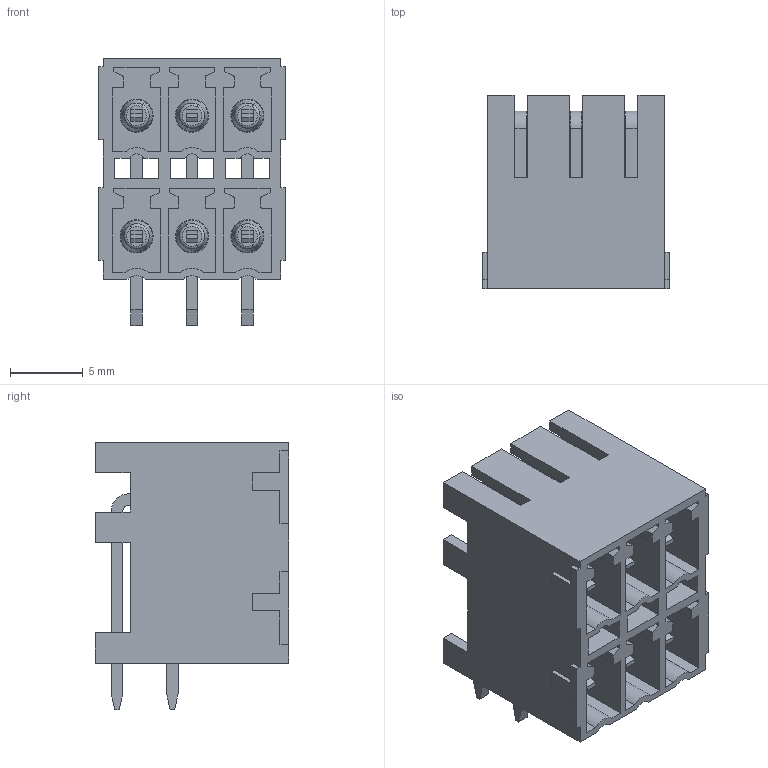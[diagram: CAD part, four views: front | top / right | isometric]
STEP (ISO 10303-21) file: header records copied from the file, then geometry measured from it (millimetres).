
FILE_DESCRIPTION(('CATIA V5 STEP Exchange','CAx-IF Rec.Pracs.--- Model Styling and Organization---1.2---2011-12-15'),'2;1');
FILE_NAME ('D1447459_0_1038960000_1038960000.stp','2018-10-05T04:34:31+00:00',('none'),('Weidmueller'),'CATIA Version 5-6 Release 2014','CATIA V5 STEP AP214','none');
FILE_SCHEMA(('AUTOMOTIVE_DESIGN { 1 0 10303 214 1 1 1 1 }'));
Length unit declared in the file: millimetre
Products named in the file (1): 1038960000
Bounding box: 12.82 x 13.3 x 18.4 mm (x, y, z)
Volume: 977.8 mm3; surface area: 2999.8 mm2
Topology: 7 solids, 7 shells, 451 faces, 1260 edges, 832 vertices
Faces by surface type: plane 370, cylinder 45, torus 24, cone 12
Entity records: 12941 total; most frequent: ORIENTED_EDGE 2520, CARTESIAN_POINT 2334, DIRECTION 1637, EDGE_CURVE 1260, VECTOR 1098, LINE 1098, VERTEX_POINT 832, EDGE_LOOP 478
